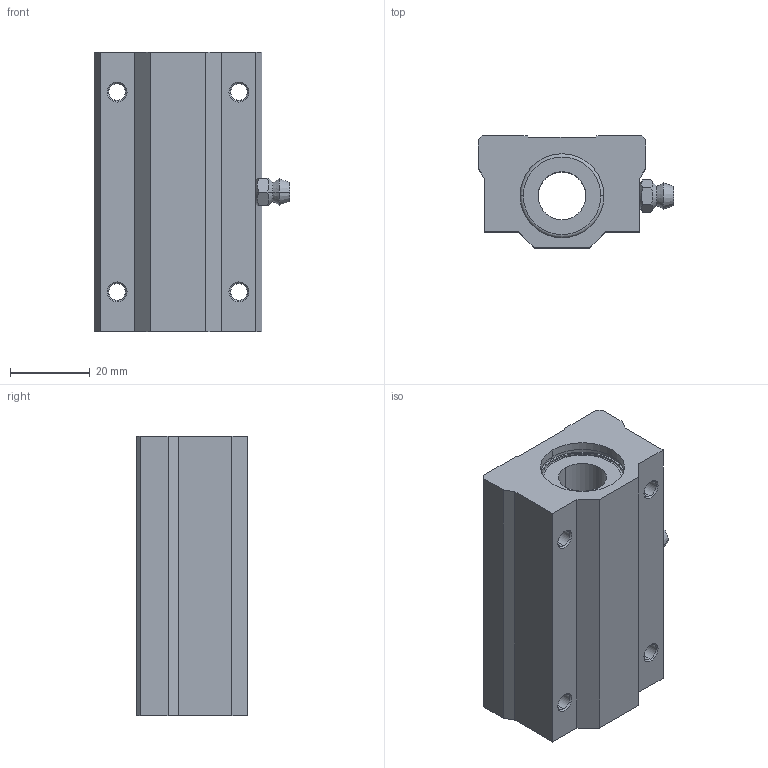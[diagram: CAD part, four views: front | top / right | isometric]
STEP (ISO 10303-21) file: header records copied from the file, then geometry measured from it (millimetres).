
FILE_DESCRIPTION( ( '' ), '1' );
FILE_NAME( 'lhbbw12_2_14b.stp', '2014-11-05T22:13:24', ( '' ), ( '' ), ' ', ' ', ' ' );
FILE_SCHEMA( ( 'automotive_design' ) );
Length unit declared in the file: millimetre
Products named in the file (4): 1; 2; 3; 4
Bounding box: 49 x 28 x 70 mm (x, y, z)
Volume: 61189.6 mm3; surface area: 24863.5 mm2
Topology: 4 solids, 4 shells, 135 faces, 310 edges, 200 vertices
Faces by surface type: cylinder 54, plane 49, cone 24, torus 8
Entity records: 7607 total; most frequent: DIRECTION 736, CARTESIAN_POINT 673, STYLED_ITEM 649, PRESENTATION_STYLE_ASSIGNMENT 649, COLOUR_RGB 649, ORIENTED_EDGE 620, EDGE_CURVE 310, CURVE_STYLE 310
